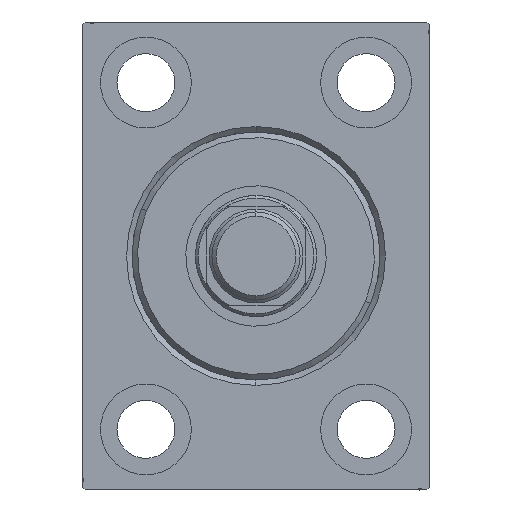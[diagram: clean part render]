
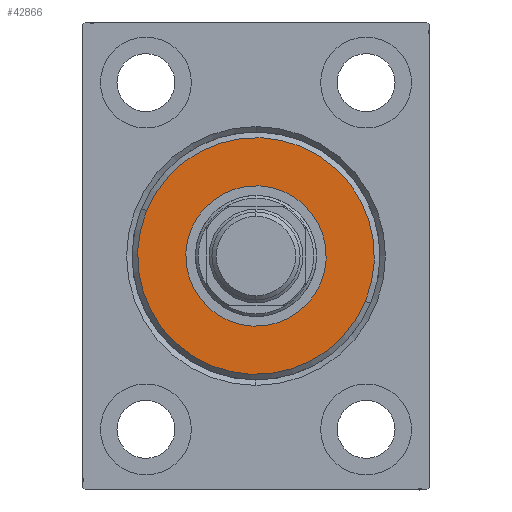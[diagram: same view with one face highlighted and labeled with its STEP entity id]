
A CAD part, left-side view. The second image highlights one B-rep face of the part: STEP entity #42866.
In plain terms, the highlighted face is planar.
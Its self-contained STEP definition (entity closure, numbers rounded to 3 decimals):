
#1403 = DIRECTION ( 'NONE',  ( 0., 0., -1. ) ) ;
#1625 = CARTESIAN_POINT ( 'NONE',  ( 3., 0., 0. ) ) ;
#2607 = CARTESIAN_POINT ( 'NONE',  ( 3., 0., 0. ) ) ;
#3266 = EDGE_CURVE ( 'NONE', #40551, #22926, #37704, .T. ) ;
#4688 = AXIS2_PLACEMENT_3D ( 'NONE', #2607, #9346, #10227 ) ;
#5221 = DIRECTION ( 'NONE',  ( 1., 0., 0. ) ) ;
#5827 = CARTESIAN_POINT ( 'NONE',  ( 3., 0., -21.5 ) ) ;
#6953 = CARTESIAN_POINT ( 'NONE',  ( 3., 0., 12.75 ) ) ;
#7061 = CARTESIAN_POINT ( 'NONE',  ( 3., 0., 0. ) ) ;
#8096 = EDGE_CURVE ( 'NONE', #31017, #43886, #31471, .T. ) ;
#8182 = DIRECTION ( 'NONE',  ( -1., 0., 0. ) ) ;
#9346 = DIRECTION ( 'NONE',  ( -1., 0., 0. ) ) ;
#9579 = CARTESIAN_POINT ( 'NONE',  ( 3., 0., 0. ) ) ;
#10227 = DIRECTION ( 'NONE',  ( 0., 0., -1. ) ) ;
#10586 = CARTESIAN_POINT ( 'NONE',  ( 3., 0., 21.5 ) ) ;
#10897 = EDGE_LOOP ( 'NONE', ( #30220, #35199 ) ) ;
#12792 = AXIS2_PLACEMENT_3D ( 'NONE', #7061, #20779, #21000 ) ;
#18482 = FACE_BOUND ( 'NONE', #10897, .T. ) ;
#20011 = AXIS2_PLACEMENT_3D ( 'NONE', #35169, #8182, #34953 ) ;
#20133 = ORIENTED_EDGE ( 'NONE', *, *, #8096, .T. ) ;
#20779 = DIRECTION ( 'NONE',  ( 1., 0., 0. ) ) ;
#21000 = DIRECTION ( 'NONE',  ( 0., 0., -1. ) ) ;
#22926 = VERTEX_POINT ( 'NONE', #44419 ) ;
#23305 = DIRECTION ( 'NONE',  ( 1., 0., 0. ) ) ;
#25391 = EDGE_LOOP ( 'NONE', ( #26760, #20133 ) ) ;
#26760 = ORIENTED_EDGE ( 'NONE', *, *, #37423, .T. ) ;
#27895 = CIRCLE ( 'NONE', #20011, 12.75 ) ;
#30220 = ORIENTED_EDGE ( 'NONE', *, *, #3266, .T. ) ;
#30885 = CIRCLE ( 'NONE', #38033, 21.5 ) ;
#31017 = VERTEX_POINT ( 'NONE', #5827 ) ;
#31471 = CIRCLE ( 'NONE', #12792, 21.5 ) ;
#32203 = PLANE ( 'NONE',  #41660 ) ;
#34293 = EDGE_CURVE ( 'NONE', #22926, #40551, #27895, .T. ) ;
#34953 = DIRECTION ( 'NONE',  ( 0., 0., -1. ) ) ;
#35169 = CARTESIAN_POINT ( 'NONE',  ( 3., 0., 0. ) ) ;
#35199 = ORIENTED_EDGE ( 'NONE', *, *, #34293, .T. ) ;
#37423 = EDGE_CURVE ( 'NONE', #43886, #31017, #30885, .T. ) ;
#37704 = CIRCLE ( 'NONE', #4688, 12.75 ) ;
#37898 = DIRECTION ( 'NONE',  ( 0., 0., -1. ) ) ;
#38033 = AXIS2_PLACEMENT_3D ( 'NONE', #9579, #23305, #37898 ) ;
#38935 = FACE_OUTER_BOUND ( 'NONE', #25391, .T. ) ;
#40551 = VERTEX_POINT ( 'NONE', #6953 ) ;
#41660 = AXIS2_PLACEMENT_3D ( 'NONE', #1625, #5221, #1403 ) ;
#42866 = ADVANCED_FACE ( 'NONE', ( #38935, #18482 ), #32203, .T. ) ;
#43886 = VERTEX_POINT ( 'NONE', #10586 ) ;
#44419 = CARTESIAN_POINT ( 'NONE',  ( 3., 0., -12.75 ) ) ;
